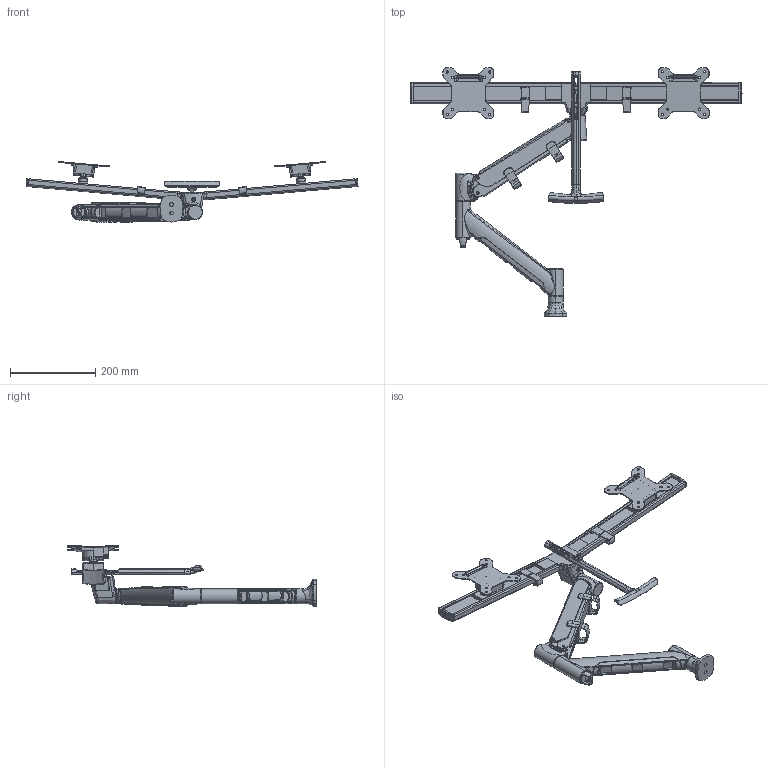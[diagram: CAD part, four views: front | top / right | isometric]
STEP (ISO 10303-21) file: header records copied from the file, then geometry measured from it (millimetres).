
FILE_DESCRIPTION (( 'STEP AP214' ), '1' );
FILE_NAME ('AWMS-RHXB-H_20190109_SIMPLIFIED.STEP', '2019-07-17T14:13:30', ( '' ), ( '' ), 'SwSTEP 2.0', 'SolidWorks 2015', '' );
FILE_SCHEMA (( 'AUTOMOTIVE_DESIGN' ));
Length unit declared in the file: inch
Products named in the file (13): SHDA312_SIMPLIFIED; SDS-020_SIMPLIFIED; SDRA100_copy; SDRA103_SUB_2; AWM-LB_CUSTOMER_SIMPLIFIED; SDRA103_SUB; AWMS-RHXB-H_20190109_SIMPLIFIED; SHDP009_SIMPLIFIED; AWM-LA210_SIMPLIFIED; SHDA011_copy; SDRA102_1_SIMPLIFIED; SDRA100; 103 Simplified_2; SHDA010_copy
Assembly tree (15 placements, depth 2):
  AWMS-RHXB-H_20190109_SIMPLIFIED
    AWM-LB_CUSTOMER_SIMPLIFIED
    SHDA010_copy
    AWM-LA210_SIMPLIFIED
    SHDA011_copy
    SHDA312_SIMPLIFIED
    SHDP009_SIMPLIFIED
    SDRA100; 103 Simplified_2
    SDRA102_1_SIMPLIFIED  x2
    SDS-020_SIMPLIFIED  x2
    SDRA100_copy
    SDRA103_SUB  x2
    SDRA103_SUB_2
Bounding box: 779.83 x 584.3 x 142.83 mm (x, y, z)
Volume: 1668656.6 mm3; surface area: 491198.6 mm2
Topology: 27 solids, 27 shells, 2043 faces, 5219 edges, 3248 vertices
Faces by surface type: bspline 729, cylinder 572, plane 518, torus 135, cone 67, sphere 22
Entity records: 108150 total; most frequent: CARTESIAN_POINT 63087, ORIENTED_EDGE 8932, DIRECTION 5995, EDGE_CURVE 4466, VERTEX_POINT 2797, AXIS2_PLACEMENT_3D 2319, EDGE_LOOP 1869, FACE_OUTER_BOUND 1774
